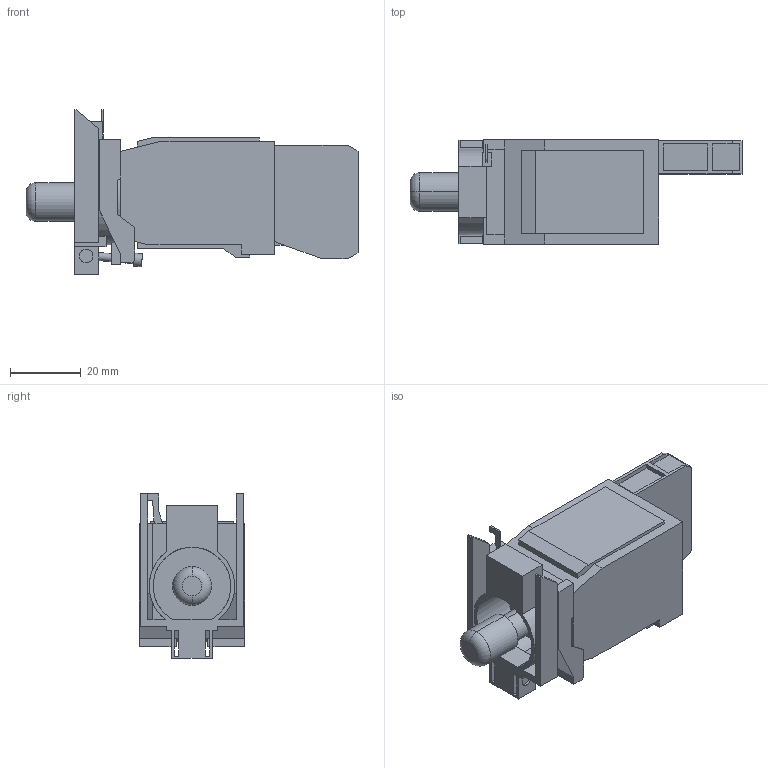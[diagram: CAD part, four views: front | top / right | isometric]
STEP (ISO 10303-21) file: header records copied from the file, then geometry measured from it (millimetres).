
FILE_DESCRIPTION(('starvars output'),'2;1');
FILE_NAME('ZB4BW045_3D.stp','11:11:01 2020/03/31',( 'Thomas Industrial Network Germany GmbH'),( 'Thomas Industrial Network Germany GmbH'),'unknown preprocess','ACIS' ,'unknown authorization');
FILE_SCHEMA(('AUTOMOTIVE_DESIGN_CC2 {UNKNOWN IMPLEMENTATION LEVEL}'));
Length unit declared in the file: millimetre
Products named in the file (1): PRODUCT_ID_15
Bounding box: 93.95 x 29.85 x 46.5 mm (x, y, z)
Volume: 55378.7 mm3; surface area: 15906.6 mm2
Topology: 1 solids, 1 shells, 184 faces, 527 edges, 348 vertices
Faces by surface type: plane 157, cylinder 25, torus 2
Entity records: 6913 total; most frequent: ORIENTED_EDGE 1054, CARTESIAN_POINT 924, DIRECTION 751, EDGE_CURVE 527, VECTOR 401, LINE 401, VERTEX_POINT 348, EDGE_LOOP 205
